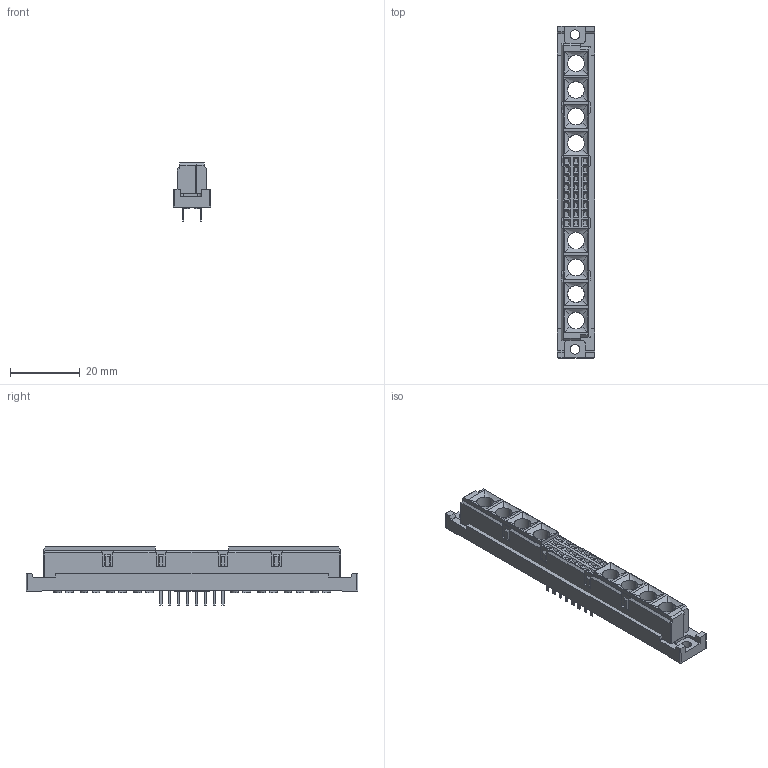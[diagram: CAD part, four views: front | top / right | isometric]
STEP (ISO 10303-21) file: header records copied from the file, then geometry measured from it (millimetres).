
FILE_DESCRIPTION((''),'2;1');
FILE_NAME('FCT_271680210.stp','2012-02-09T15:18:33',(''),(''),'Mechanical Desktop 2011','Mechanical Desktop 2011',', , ');
FILE_SCHEMA(('AUTOMOTIVE_DESIGN { 1 2 10303 214 1 1 1 1 }'));
Length unit declared in the file: millimetre
Products named in the file (1): Product
Bounding box: 10.6 x 95 x 16.6 mm (x, y, z)
Volume: 8543.5 mm3; surface area: 7776.6 mm2
Topology: 60 solids, 60 shells, 787 faces, 1743 edges, 1098 vertices
Faces by surface type: plane 576, cylinder 120, bspline 91
Entity records: 22531 total; most frequent: CARTESIAN_POINT 5358, ORIENTED_EDGE 3486, DIRECTION 3332, EDGE_CURVE 1743, VECTOR 1220, LINE 1220, VERTEX_POINT 1098, AXIS2_PLACEMENT_3D 1056
